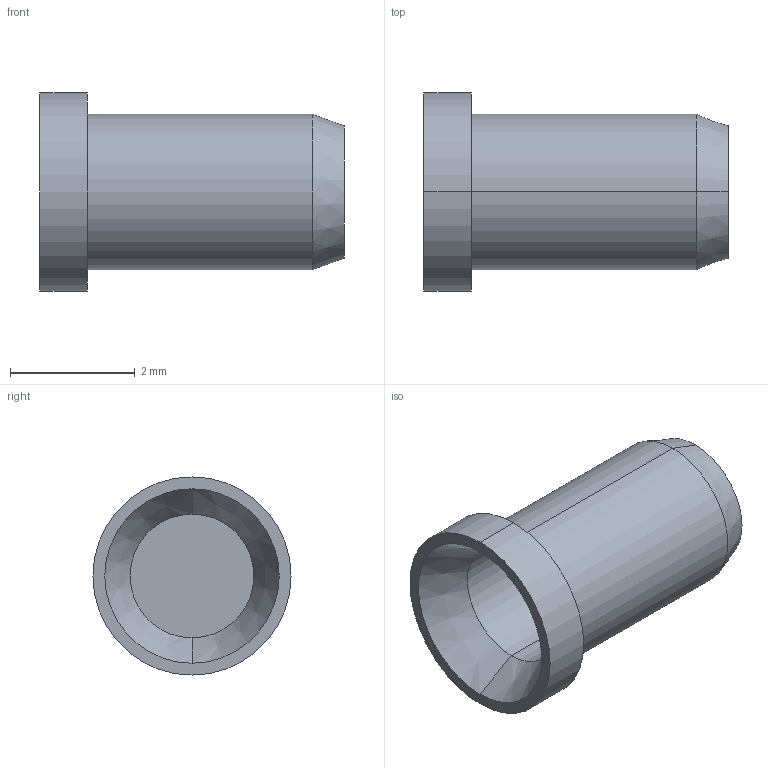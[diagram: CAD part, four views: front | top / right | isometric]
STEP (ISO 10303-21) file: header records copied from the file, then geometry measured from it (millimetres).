
FILE_DESCRIPTION (( 'STEP AP214' ), '1' );
FILE_NAME ('mill-max-0353-0-43-01-03-XX-10-0.STEP', '2022-08-12T19:23:45', ( '' ), ( '' ), 'SwSTEP 2.0', 'SolidWorks 2022', '' );
FILE_SCHEMA (( 'AUTOMOTIVE_DESIGN' ));
Length unit declared in the file: inch
Products named in the file (3): 0353_0353-0-00-01-00-00-09-0; mill-max-0353-0-43-01-03-XX-10-0; fibreplug_P075-00-000-00-009000 (.078" DIA.)
Assembly tree (2 placements, depth 2):
  mill-max-0353-0-43-01-03-XX-10-0
    0353_0353-0-00-01-00-00-09-0
    fibreplug_P075-00-000-00-009000 (.078" DIA.)
Bounding box: 4.88 x 3.17 x 3.17 mm (x, y, z)
Volume: 10.4 mm3; surface area: 84.7 mm2
Topology: 2 solids, 2 shells, 17 faces, 32 edges, 20 vertices
Faces by surface type: cylinder 8, plane 5, cone 4
Entity records: 562 total; most frequent: DIRECTION 96, CARTESIAN_POINT 74, ORIENTED_EDGE 64, AXIS2_PLACEMENT_3D 42, EDGE_CURVE 32, CIRCLE 20, EDGE_LOOP 20, VERTEX_POINT 20
